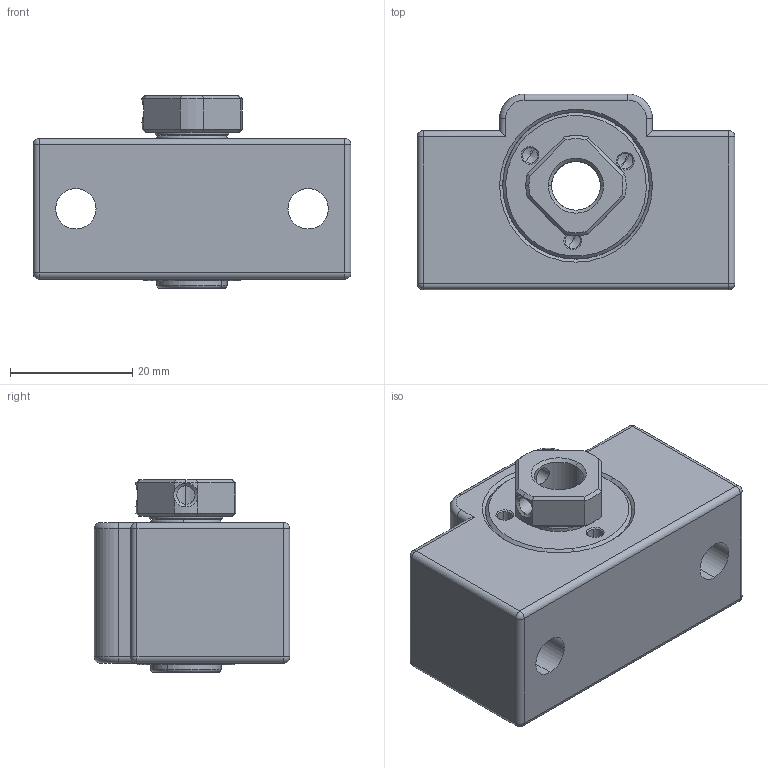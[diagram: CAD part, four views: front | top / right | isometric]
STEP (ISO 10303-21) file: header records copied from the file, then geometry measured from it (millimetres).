
FILE_DESCRIPTION (( 'STEP AP214' ), '1' );
FILE_NAME ('EK08疒玉.STEP', '2018-12-10T05:06:30', ( 'Windows 荤侩磊' ), ( '' ), 'SwSTEP 2.0', 'SolidWorks 2013', '' );
FILE_SCHEMA (( 'AUTOMOTIVE_DESIGN' ));
Length unit declared in the file: millimetre
Products named in the file (7): 軸封; 708A; FK.EK08間隔環; EK08鎖固螺帽 (成_); EK08軸承_(成_); EK08_體(成_) ; EK08疒玉
Assembly tree (8 placements, depth 2):
  EK08疒玉
    EK08_體(成_) 
    EK08軸承_(成_)
    EK08鎖固螺帽 (成_)
    FK.EK08間隔環  x2
    708A  x2
    軸封
Bounding box: 52 x 32 x 31.5 mm (x, y, z)
Volume: 28207.2 mm3; surface area: 18575.8 mm2
Topology: 28 solids, 28 shells, 452 faces, 1093 edges, 642 vertices
Faces by surface type: bspline 156, cylinder 137, cone 70, plane 65, torus 16, sphere 8
Entity records: 13324 total; most frequent: CARTESIAN_POINT 5876, DIRECTION 1560, ORIENTED_EDGE 1450, EDGE_CURVE 725, AXIS2_PLACEMENT_3D 676, VERTEX_POINT 446, CIRCLE 427, EDGE_LOOP 359
